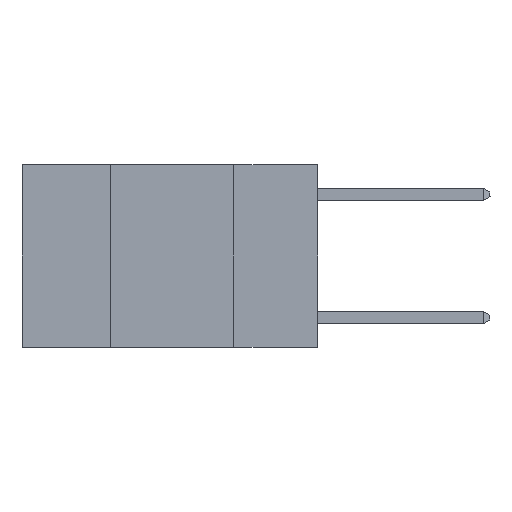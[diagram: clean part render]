
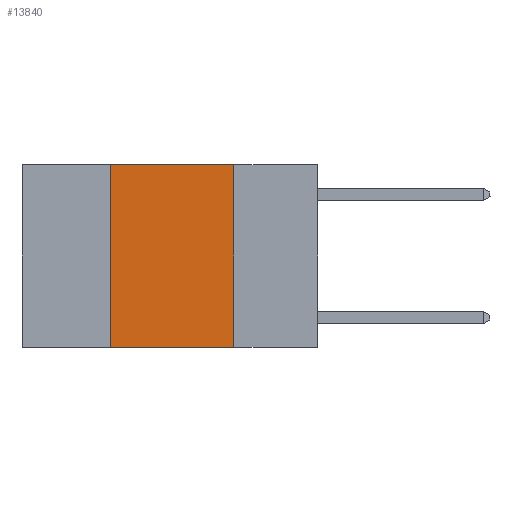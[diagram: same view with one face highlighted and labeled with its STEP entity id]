
A CAD part, left-side view. The second image highlights one B-rep face of the part: STEP entity #13840.
In plain terms, the highlighted planar face has unit normal (-1, 0, 0).
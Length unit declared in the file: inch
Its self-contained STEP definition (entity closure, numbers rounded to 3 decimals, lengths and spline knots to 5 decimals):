
#680 = DIRECTION ( 'NONE',  ( 0., 0., -1. ) ) ;
#1228 = ORIENTED_EDGE ( 'NONE', *, *, #12896, .F. ) ;
#1302 = VECTOR ( 'NONE', #3654, 39.37008 ) ;
#2485 = VERTEX_POINT ( 'NONE', #8764 ) ;
#2860 = CARTESIAN_POINT ( 'NONE',  ( 0., 0.6, 0. ) ) ;
#3180 = DIRECTION ( 'NONE',  ( 1., 0., 0. ) ) ;
#3654 = DIRECTION ( 'NONE',  ( 0., 0., 1. ) ) ;
#3872 = ORIENTED_EDGE ( 'NONE', *, *, #15477, .T. ) ;
#4361 = DIRECTION ( 'NONE',  ( 0., -1., 0. ) ) ;
#4594 = VECTOR ( 'NONE', #14497, 39.37008 ) ;
#5550 = ORIENTED_EDGE ( 'NONE', *, *, #6201, .F. ) ;
#6201 = EDGE_CURVE ( 'NONE', #2485, #12160, #8571, .T. ) ;
#6380 = LINE ( 'NONE', #10255, #9816 ) ;
#6709 = VERTEX_POINT ( 'NONE', #14106 ) ;
#7256 = CARTESIAN_POINT ( 'NONE',  ( 0., 0.42, -0.37 ) ) ;
#7652 = PLANE ( 'NONE',  #16442 ) ;
#7864 = VECTOR ( 'NONE', #680, 39.37008 ) ;
#8571 = LINE ( 'NONE', #2860, #4594 ) ;
#8764 = CARTESIAN_POINT ( 'NONE',  ( 0., 0.42, 0. ) ) ;
#8782 = LINE ( 'NONE', #12454, #1302 ) ;
#9621 = EDGE_LOOP ( 'NONE', ( #1228, #5550, #15488, #3872 ) ) ;
#9816 = VECTOR ( 'NONE', #4361, 39.37008 ) ;
#10255 = CARTESIAN_POINT ( 'NONE',  ( 0., 0.6, -0.37 ) ) ;
#10927 = CARTESIAN_POINT ( 'NONE',  ( 0., 0.17, 0. ) ) ;
#11010 = FACE_OUTER_BOUND ( 'NONE', #9621, .T. ) ;
#11716 = VERTEX_POINT ( 'NONE', #7256 ) ;
#12000 = CARTESIAN_POINT ( 'NONE',  ( 0., 0.6, 0. ) ) ;
#12160 = VERTEX_POINT ( 'NONE', #10927 ) ;
#12454 = CARTESIAN_POINT ( 'NONE',  ( 0., 0.42, 0. ) ) ;
#12896 = EDGE_CURVE ( 'NONE', #12160, #6709, #15459, .T. ) ;
#13409 = DIRECTION ( 'NONE',  ( 0., 0., -1. ) ) ;
#13489 = EDGE_CURVE ( 'NONE', #11716, #2485, #8782, .T. ) ;
#13840 = ADVANCED_FACE ( 'NONE', ( #11010 ), #7652, .F. ) ;
#14106 = CARTESIAN_POINT ( 'NONE',  ( 0., 0.17, -0.37 ) ) ;
#14497 = DIRECTION ( 'NONE',  ( 0., -1., 0. ) ) ;
#15372 = CARTESIAN_POINT ( 'NONE',  ( 0., 0.17, 0. ) ) ;
#15459 = LINE ( 'NONE', #15372, #7864 ) ;
#15477 = EDGE_CURVE ( 'NONE', #11716, #6709, #6380, .T. ) ;
#15488 = ORIENTED_EDGE ( 'NONE', *, *, #13489, .F. ) ;
#16442 = AXIS2_PLACEMENT_3D ( 'NONE', #12000, #3180, #13409 ) ;
